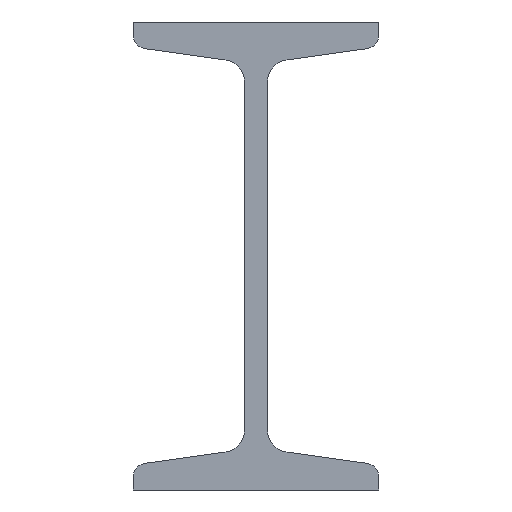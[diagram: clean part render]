
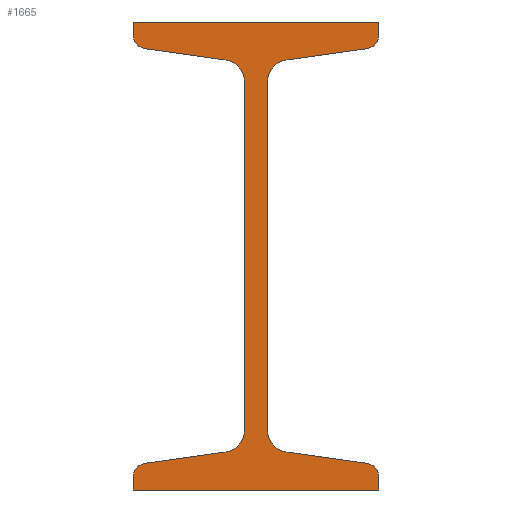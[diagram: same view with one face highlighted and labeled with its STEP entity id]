
A CAD part, front view. The second image highlights one B-rep face of the part: STEP entity #1665.
In plain terms, the highlighted planar face has unit normal (0, -1, 0).
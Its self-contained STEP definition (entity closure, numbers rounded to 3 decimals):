
#2=DIRECTION('',(0.,0.,1.));
#3=VECTOR('',#2,2.267);
#4=CARTESIAN_POINT('',(-21.,0.,-40.));
#5=LINE('',#4,#3);
#6=CARTESIAN_POINT('',(-18.7,0.,-37.733));
#7=DIRECTION('',(0.,1.,0.));
#8=DIRECTION('',(-1.,0.,0.));
#9=AXIS2_PLACEMENT_3D('',#6,#7,#8);
#11=DIRECTION('',(0.99,0.,0.139));
#12=VECTOR('',#11,13.848);
#13=CARTESIAN_POINT('',(-19.02,0.,-35.455));
#14=LINE('',#13,#12);
#15=CARTESIAN_POINT('',(-5.85,0.,-29.666));
#16=DIRECTION('',(0.,-1.,0.));
#17=DIRECTION('',(0.139,0.,-0.99));
#18=AXIS2_PLACEMENT_3D('',#15,#16,#17);
#20=DIRECTION('',(0.,0.,1.));
#21=VECTOR('',#20,59.332);
#22=CARTESIAN_POINT('',(-1.95,0.,-29.666));
#23=LINE('',#22,#21);
#24=CARTESIAN_POINT('',(-5.85,0.,29.666));
#25=DIRECTION('',(0.,-1.,0.));
#26=DIRECTION('',(1.,0.,0.));
#27=AXIS2_PLACEMENT_3D('',#24,#25,#26);
#29=DIRECTION('',(-0.99,0.,0.139));
#30=VECTOR('',#29,13.848);
#31=CARTESIAN_POINT('',(-5.307,0.,33.528));
#32=LINE('',#31,#30);
#33=CARTESIAN_POINT('',(-18.7,0.,37.733));
#34=DIRECTION('',(0.,1.,0.));
#35=DIRECTION('',(-0.139,0.,-0.99));
#36=AXIS2_PLACEMENT_3D('',#33,#34,#35);
#38=DIRECTION('',(0.,0.,1.));
#39=VECTOR('',#38,2.267);
#40=CARTESIAN_POINT('',(-21.,0.,37.733));
#41=LINE('',#40,#39);
#42=DIRECTION('',(1.,0.,0.));
#43=VECTOR('',#42,42.);
#44=CARTESIAN_POINT('',(-21.,0.,40.));
#45=LINE('',#44,#43);
#46=DIRECTION('',(0.,0.,-1.));
#47=VECTOR('',#46,2.267);
#48=CARTESIAN_POINT('',(21.,0.,40.));
#49=LINE('',#48,#47);
#50=CARTESIAN_POINT('',(18.7,0.,37.733));
#51=DIRECTION('',(0.,1.,0.));
#52=DIRECTION('',(1.,0.,0.));
#53=AXIS2_PLACEMENT_3D('',#50,#51,#52);
#55=DIRECTION('',(-0.99,0.,-0.139));
#56=VECTOR('',#55,13.848);
#57=CARTESIAN_POINT('',(19.02,0.,35.455));
#58=LINE('',#57,#56);
#59=CARTESIAN_POINT('',(5.85,0.,29.666));
#60=DIRECTION('',(0.,-1.,0.));
#61=DIRECTION('',(-0.139,0.,0.99));
#62=AXIS2_PLACEMENT_3D('',#59,#60,#61);
#64=DIRECTION('',(0.,0.,-1.));
#65=VECTOR('',#64,59.332);
#66=CARTESIAN_POINT('',(1.95,0.,29.666));
#67=LINE('',#66,#65);
#68=CARTESIAN_POINT('',(5.85,0.,-29.666));
#69=DIRECTION('',(0.,-1.,0.));
#70=DIRECTION('',(-1.,0.,0.));
#71=AXIS2_PLACEMENT_3D('',#68,#69,#70);
#73=DIRECTION('',(0.99,0.,-0.139));
#74=VECTOR('',#73,13.848);
#75=CARTESIAN_POINT('',(5.307,0.,-33.528));
#76=LINE('',#75,#74);
#77=CARTESIAN_POINT('',(18.7,0.,-37.733));
#78=DIRECTION('',(0.,1.,0.));
#79=DIRECTION('',(0.139,0.,0.99));
#80=AXIS2_PLACEMENT_3D('',#77,#78,#79);
#82=DIRECTION('',(0.,0.,-1.));
#83=VECTOR('',#82,2.267);
#84=CARTESIAN_POINT('',(21.,0.,-37.733));
#85=LINE('',#84,#83);
#86=DIRECTION('',(-1.,0.,0.));
#87=VECTOR('',#86,42.);
#88=CARTESIAN_POINT('',(21.,0.,-40.));
#89=LINE('',#88,#87);
#1218=CARTESIAN_POINT('',(-21.,0.,-40.));
#1219=CARTESIAN_POINT('',(-21.,0.,-37.733));
#1220=VERTEX_POINT('',#1218);
#1221=VERTEX_POINT('',#1219);
#1222=CARTESIAN_POINT('',(-19.02,0.,-35.455));
#1223=VERTEX_POINT('',#1222);
#1224=CARTESIAN_POINT('',(-5.307,0.,-33.528));
#1225=VERTEX_POINT('',#1224);
#1226=CARTESIAN_POINT('',(-1.95,0.,-29.666));
#1227=VERTEX_POINT('',#1226);
#1228=CARTESIAN_POINT('',(-1.95,0.,29.666));
#1229=VERTEX_POINT('',#1228);
#1230=CARTESIAN_POINT('',(-5.307,0.,33.528));
#1231=VERTEX_POINT('',#1230);
#1232=CARTESIAN_POINT('',(-19.02,0.,35.455));
#1233=VERTEX_POINT('',#1232);
#1234=CARTESIAN_POINT('',(-21.,0.,37.733));
#1235=VERTEX_POINT('',#1234);
#1236=CARTESIAN_POINT('',(-21.,0.,40.));
#1237=VERTEX_POINT('',#1236);
#1238=CARTESIAN_POINT('',(21.,0.,40.));
#1239=VERTEX_POINT('',#1238);
#1240=CARTESIAN_POINT('',(21.,0.,37.733));
#1241=VERTEX_POINT('',#1240);
#1242=CARTESIAN_POINT('',(19.02,0.,35.455));
#1243=VERTEX_POINT('',#1242);
#1244=CARTESIAN_POINT('',(5.307,0.,33.528));
#1245=VERTEX_POINT('',#1244);
#1246=CARTESIAN_POINT('',(1.95,0.,29.666));
#1247=VERTEX_POINT('',#1246);
#1248=CARTESIAN_POINT('',(1.95,0.,-29.666));
#1249=VERTEX_POINT('',#1248);
#1250=CARTESIAN_POINT('',(5.307,0.,-33.528));
#1251=VERTEX_POINT('',#1250);
#1252=CARTESIAN_POINT('',(19.02,0.,-35.455));
#1253=VERTEX_POINT('',#1252);
#1254=CARTESIAN_POINT('',(21.,0.,-37.733));
#1255=VERTEX_POINT('',#1254);
#1256=CARTESIAN_POINT('',(21.,0.,-40.));
#1257=VERTEX_POINT('',#1256);
#1618=CARTESIAN_POINT('',(0.,0.,0.));
#1619=DIRECTION('',(0.,1.,0.));
#1620=DIRECTION('',(1.,0.,0.));
#1621=AXIS2_PLACEMENT_3D('',#1618,#1619,#1620);
#1622=PLANE('',#1621);
#1624=ORIENTED_EDGE('',*,*,#1623,.T.);
#1626=ORIENTED_EDGE('',*,*,#1625,.T.);
#1628=ORIENTED_EDGE('',*,*,#1627,.T.);
#1630=ORIENTED_EDGE('',*,*,#1629,.T.);
#1632=ORIENTED_EDGE('',*,*,#1631,.T.);
#1634=ORIENTED_EDGE('',*,*,#1633,.T.);
#1636=ORIENTED_EDGE('',*,*,#1635,.T.);
#1638=ORIENTED_EDGE('',*,*,#1637,.T.);
#1640=ORIENTED_EDGE('',*,*,#1639,.T.);
#1642=ORIENTED_EDGE('',*,*,#1641,.T.);
#1644=ORIENTED_EDGE('',*,*,#1643,.T.);
#1646=ORIENTED_EDGE('',*,*,#1645,.T.);
#1648=ORIENTED_EDGE('',*,*,#1647,.T.);
#1650=ORIENTED_EDGE('',*,*,#1649,.T.);
#1652=ORIENTED_EDGE('',*,*,#1651,.T.);
#1654=ORIENTED_EDGE('',*,*,#1653,.T.);
#1656=ORIENTED_EDGE('',*,*,#1655,.T.);
#1658=ORIENTED_EDGE('',*,*,#1657,.T.);
#1660=ORIENTED_EDGE('',*,*,#1659,.T.);
#1662=ORIENTED_EDGE('',*,*,#1661,.T.);
#1663=EDGE_LOOP('',(#1624,#1626,#1628,#1630,#1632,#1634,#1636,#1638,#1640,#1642,
#1644,#1646,#1648,#1650,#1652,#1654,#1656,#1658,#1660,#1662));
#1664=FACE_OUTER_BOUND('',#1663,.F.);
#1665=ADVANCED_FACE('',(#1664),#1622,.F.);
#10=CIRCLE('',#9,2.3);
#19=CIRCLE('',#18,3.9);
#28=CIRCLE('',#27,3.9);
#37=CIRCLE('',#36,2.3);
#54=CIRCLE('',#53,2.3);
#63=CIRCLE('',#62,3.9);
#72=CIRCLE('',#71,3.9);
#81=CIRCLE('',#80,2.3);
#1623=EDGE_CURVE('',#1220,#1221,#5,.T.);
#1625=EDGE_CURVE('',#1221,#1223,#10,.T.);
#1627=EDGE_CURVE('',#1223,#1225,#14,.T.);
#1629=EDGE_CURVE('',#1225,#1227,#19,.T.);
#1631=EDGE_CURVE('',#1227,#1229,#23,.T.);
#1633=EDGE_CURVE('',#1229,#1231,#28,.T.);
#1635=EDGE_CURVE('',#1231,#1233,#32,.T.);
#1637=EDGE_CURVE('',#1233,#1235,#37,.T.);
#1639=EDGE_CURVE('',#1235,#1237,#41,.T.);
#1641=EDGE_CURVE('',#1237,#1239,#45,.T.);
#1643=EDGE_CURVE('',#1239,#1241,#49,.T.);
#1645=EDGE_CURVE('',#1241,#1243,#54,.T.);
#1647=EDGE_CURVE('',#1243,#1245,#58,.T.);
#1649=EDGE_CURVE('',#1245,#1247,#63,.T.);
#1651=EDGE_CURVE('',#1247,#1249,#67,.T.);
#1653=EDGE_CURVE('',#1249,#1251,#72,.T.);
#1655=EDGE_CURVE('',#1251,#1253,#76,.T.);
#1657=EDGE_CURVE('',#1253,#1255,#81,.T.);
#1659=EDGE_CURVE('',#1255,#1257,#85,.T.);
#1661=EDGE_CURVE('',#1257,#1220,#89,.T.);
